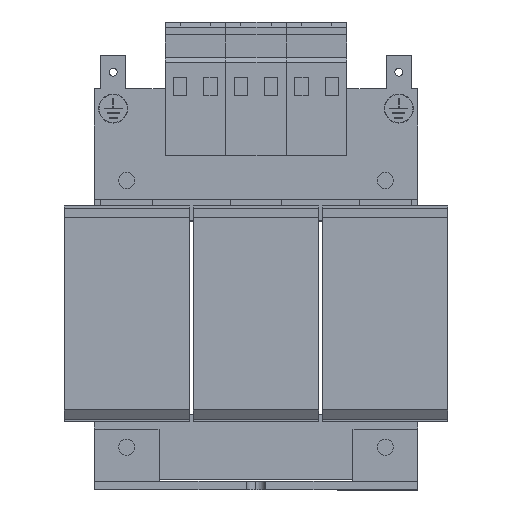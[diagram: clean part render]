
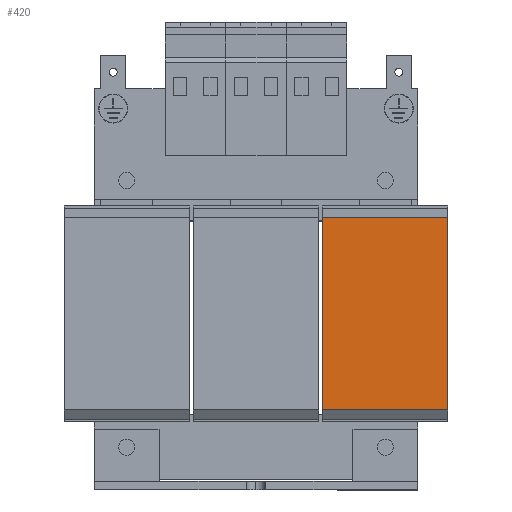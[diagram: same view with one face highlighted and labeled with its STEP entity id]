
A CAD part, top view. The second image highlights one B-rep face of the part: STEP entity #420.
In plain terms, the highlighted planar face has unit normal (0, 0, 1).
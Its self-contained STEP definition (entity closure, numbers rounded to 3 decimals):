
#420 = ADVANCED_FACE ( 'Defeature ausgef�hrt1_146', ( #9717 ), #2568, .F. ) ;
#533 = CARTESIAN_POINT ( 'NONE',  ( 47.5, 23.8, 22.85 ) ) ;
#789 = CARTESIAN_POINT ( 'NONE',  ( 16.5, 23.8, 22.85 ) ) ;
#806 = EDGE_CURVE ( 'NONE', #8353, #10668, #11855, .T. ) ;
#1318 = VERTEX_POINT ( 'NONE', #8801 ) ;
#1343 = DIRECTION ( 'NONE',  ( 0., 1., 0. ) ) ;
#1424 = CARTESIAN_POINT ( 'NONE',  ( 16.5, -23.8, 22.85 ) ) ;
#1479 = VECTOR ( 'NONE', #1343, 1000. ) ;
#1486 = EDGE_CURVE ( 'NONE', #8353, #1318, #12499, .T. ) ;
#2568 = PLANE ( 'NONE',  #13302 ) ;
#3836 = DIRECTION ( 'NONE',  ( 1., 0., 0. ) ) ;
#3897 = DIRECTION ( 'NONE',  ( 0., 1., 0. ) ) ;
#4133 = CARTESIAN_POINT ( 'NONE',  ( 16.5, -23.8, 22.85 ) ) ;
#4436 = CARTESIAN_POINT ( 'NONE',  ( 16.5, -23.8, 22.85 ) ) ;
#4647 = DIRECTION ( 'NONE',  ( 0., 0., -1. ) ) ;
#4817 = ORIENTED_EDGE ( 'NONE', *, *, #1486, .T. ) ;
#5533 = DIRECTION ( 'NONE',  ( -1., 0., 0. ) ) ;
#6343 = EDGE_CURVE ( 'NONE', #10668, #12928, #8892, .T. ) ;
#6605 = CARTESIAN_POINT ( 'NONE',  ( 16.5, 23.8, 22.85 ) ) ;
#6738 = CARTESIAN_POINT ( 'NONE',  ( 47.5, -23.8, 22.85 ) ) ;
#7238 = ORIENTED_EDGE ( 'NONE', *, *, #11353, .T. ) ;
#8353 = VERTEX_POINT ( 'NONE', #9682 ) ;
#8375 = DIRECTION ( 'NONE',  ( 1., 0., 0. ) ) ;
#8801 = CARTESIAN_POINT ( 'NONE',  ( 47.5, -23.8, 22.85 ) ) ;
#8892 = LINE ( 'NONE', #6605, #11962 ) ;
#9587 = ORIENTED_EDGE ( 'NONE', *, *, #6343, .F. ) ;
#9682 = CARTESIAN_POINT ( 'NONE',  ( 16.5, -23.8, 22.85 ) ) ;
#9717 = FACE_OUTER_BOUND ( 'NONE', #12116, .T. ) ;
#10668 = VERTEX_POINT ( 'NONE', #789 ) ;
#11353 = EDGE_CURVE ( 'NONE', #1318, #12928, #13145, .T. ) ;
#11422 = ORIENTED_EDGE ( 'NONE', *, *, #806, .F. ) ;
#11855 = LINE ( 'NONE', #4436, #1479 ) ;
#11962 = VECTOR ( 'NONE', #3836, 1000. ) ;
#11977 = VECTOR ( 'NONE', #8375, 1000. ) ;
#12116 = EDGE_LOOP ( 'NONE', ( #7238, #9587, #11422, #4817 ) ) ;
#12499 = LINE ( 'NONE', #4133, #11977 ) ;
#12757 = VECTOR ( 'NONE', #3897, 1000. ) ;
#12928 = VERTEX_POINT ( 'NONE', #533 ) ;
#13145 = LINE ( 'NONE', #6738, #12757 ) ;
#13302 = AXIS2_PLACEMENT_3D ( 'NONE', #1424, #4647, #5533 ) ;
